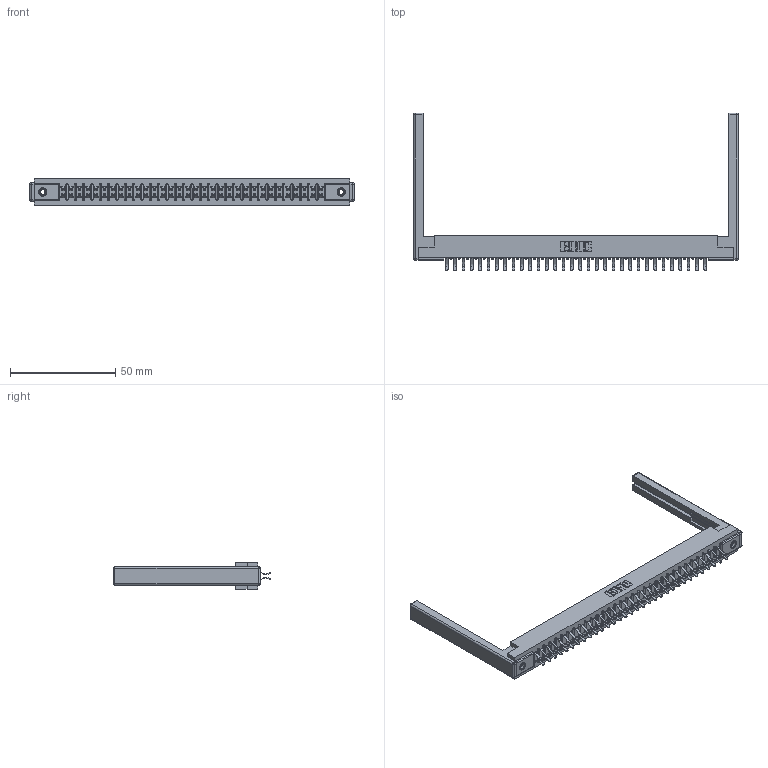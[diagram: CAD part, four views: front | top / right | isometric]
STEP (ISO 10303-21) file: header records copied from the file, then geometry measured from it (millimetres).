
FILE_DESCRIPTION (( 'STEP AP203' ), '1' );
FILE_NAME ('357-064-556-268.STEP', '2019-09-19T08:00:23', ( '' ), ( '' ), 'SwSTEP 2.0', 'SolidWorks 2016', '' );
FILE_SCHEMA (( 'CONFIG_CONTROL_DESIGN' ));
Length unit declared in the file: inch
Products named in the file (5): 357-064-556-268; 307 Part_.156 Dia Mounting Holes; 307-290-001_556; 307-220-068; 345-250-001_345-250-001-102
Assembly tree (69 placements, depth 2):
  357-064-556-268
    307 Part_.156 Dia Mounting Holes
    307-290-001_556  x64
    307-220-068  x2
    345-250-001_345-250-001-102  x2
Bounding box: 154.23 x 74.93 x 12.7 mm (x, y, z)
Volume: 20698.5 mm3; surface area: 23577.5 mm2
Topology: 69 solids, 69 shells, 3505 faces, 9801 edges, 6338 vertices
Faces by surface type: plane 2270, cylinder 1145, sphere 74, cone 12, torus 4
Entity records: 32553 total; most frequent: CARTESIAN_POINT 5305, ORIENTED_EDGE 5248, DIRECTION 5216, EDGE_CURVE 2624, VECTOR 2006, LINE 2006, VERTEX_POINT 1694, AXIS2_PLACEMENT_3D 1605
